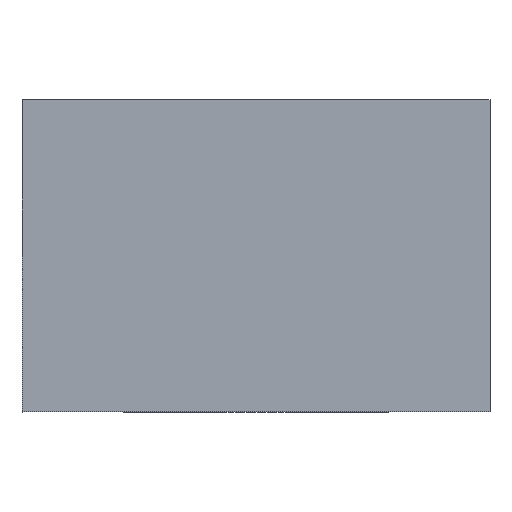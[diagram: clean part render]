
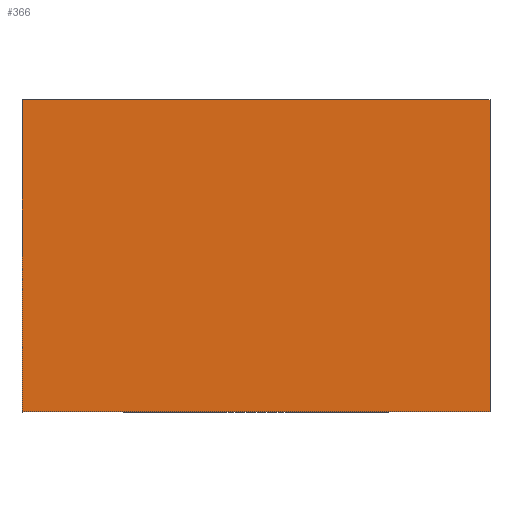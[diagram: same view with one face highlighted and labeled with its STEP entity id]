
A CAD part, front view. The second image highlights one B-rep face of the part: STEP entity #366.
In plain terms, the highlighted planar face has unit normal (0, -1, 0).
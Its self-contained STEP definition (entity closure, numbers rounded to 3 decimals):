
#6 = PLANE ( 'NONE',  #197 ) ;
#19 = DIRECTION ( 'NONE',  ( 1., 0., 0. ) ) ;
#28 = DIRECTION ( 'NONE',  ( 0., 0., 1. ) ) ;
#30 = VERTEX_POINT ( 'NONE', #139 ) ;
#38 = CARTESIAN_POINT ( 'NONE',  ( 76.2, 0., 0. ) ) ;
#39 = DIRECTION ( 'NONE',  ( -1., 0., 0. ) ) ;
#51 = CARTESIAN_POINT ( 'NONE',  ( 0., 0., -50.8 ) ) ;
#60 = VERTEX_POINT ( 'NONE', #89 ) ;
#62 = VERTEX_POINT ( 'NONE', #136 ) ;
#71 = VERTEX_POINT ( 'NONE', #137 ) ;
#76 = CARTESIAN_POINT ( 'NONE',  ( 0., 0., 0. ) ) ;
#89 = CARTESIAN_POINT ( 'NONE',  ( 76.2, 0., 0. ) ) ;
#90 = DIRECTION ( 'NONE',  ( 0., -1., 0. ) ) ;
#91 = DIRECTION ( 'NONE',  ( 0., 0., -1. ) ) ;
#134 = CARTESIAN_POINT ( 'NONE',  ( 0., 0., 0. ) ) ;
#136 = CARTESIAN_POINT ( 'NONE',  ( 0., 0., -50.8 ) ) ;
#137 = CARTESIAN_POINT ( 'NONE',  ( 0., 0., 0. ) ) ;
#139 = CARTESIAN_POINT ( 'NONE',  ( 76.2, 0., -50.8 ) ) ;
#144 = DIRECTION ( 'NONE',  ( 0., 0., -1. ) ) ;
#146 = CARTESIAN_POINT ( 'NONE',  ( 0., 0., -50.8 ) ) ;
#154 = EDGE_CURVE ( 'NONE', #71, #60, #359, .T. ) ;
#164 = EDGE_CURVE ( 'NONE', #30, #62, #320, .T. ) ;
#170 = EDGE_CURVE ( 'NONE', #60, #30, #342, .T. ) ;
#180 = EDGE_CURVE ( 'NONE', #62, #71, #323, .T. ) ;
#197 = AXIS2_PLACEMENT_3D ( 'NONE', #146, #90, #91 ) ;
#271 = EDGE_LOOP ( 'NONE', ( #309, #304, #306, #311 ) ) ;
#304 = ORIENTED_EDGE ( 'NONE', *, *, #164, .F. ) ;
#306 = ORIENTED_EDGE ( 'NONE', *, *, #170, .F. ) ;
#309 = ORIENTED_EDGE ( 'NONE', *, *, #180, .F. ) ;
#311 = ORIENTED_EDGE ( 'NONE', *, *, #154, .F. ) ;
#320 = LINE ( 'NONE', #51, #321 ) ;
#321 = VECTOR ( 'NONE', #39, 1000. ) ;
#323 = LINE ( 'NONE', #134, #324 ) ;
#324 = VECTOR ( 'NONE', #28, 1000. ) ;
#326 = FACE_OUTER_BOUND ( 'NONE', #271, .T. ) ;
#341 = VECTOR ( 'NONE', #144, 1000. ) ;
#342 = LINE ( 'NONE', #38, #341 ) ;
#348 = VECTOR ( 'NONE', #19, 1000. ) ;
#359 = LINE ( 'NONE', #76, #348 ) ;
#366 = ADVANCED_FACE ( 'NONE', ( #326 ), #6, .T. ) ;
